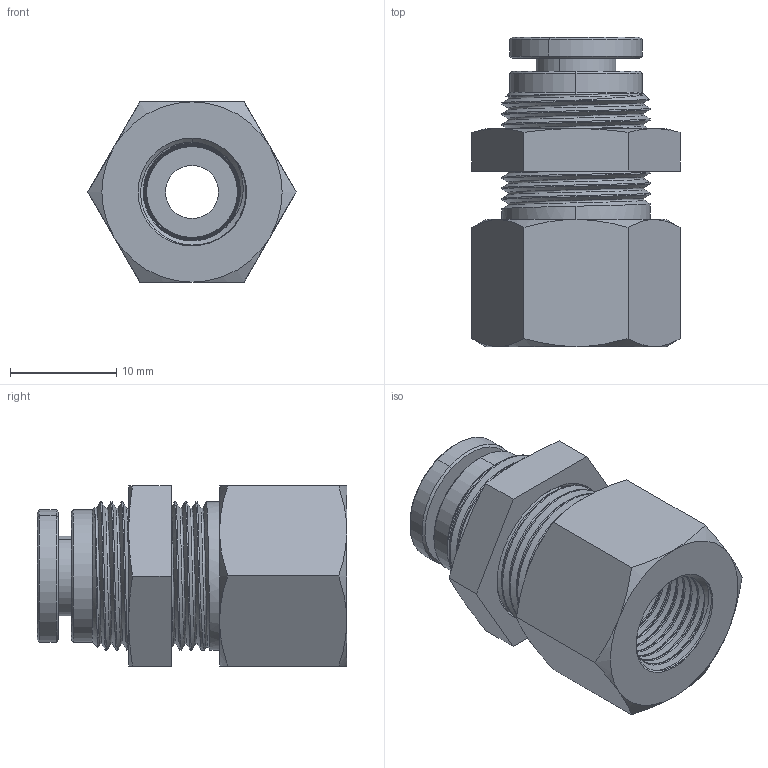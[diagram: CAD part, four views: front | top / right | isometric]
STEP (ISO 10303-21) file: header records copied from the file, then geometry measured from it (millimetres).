
FILE_DESCRIPTION (( 'STEP AP214' ), '1' );
FILE_NAME ('BCS6R1-8W.STEP', '2018-07-11T20:58:52', ( '' ), ( '' ), 'SwSTEP 2.0', 'SolidWorks 2016', '' );
FILE_SCHEMA (( 'AUTOMOTIVE_DESIGN' ));
Length unit declared in the file: millimetre
Products named in the file (1): BCS6R1-8W
Bounding box: 19.63 x 29.2 x 17 mm (x, y, z)
Volume: 4277.9 mm3; surface area: 5128.5 mm2
Topology: 7 solids, 7 shells, 414 faces, 1347 edges, 952 vertices
Faces by surface type: cone 154, plane 123, cylinder 89, bspline 46, torus 2
Entity records: 32108 total; most frequent: CARTESIAN_POINT 16801, ORIENTED_EDGE 2694, DIRECTION 1675, EDGE_CURVE 1347, VERTEX_POINT 952, B_SPLINE_CURVE_WITH_KNOTS 712, AXIS2_PLACEMENT_3D 689, EDGE_LOOP 433
